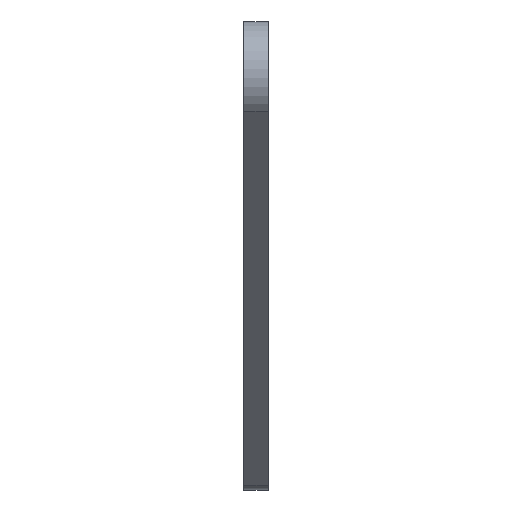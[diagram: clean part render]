
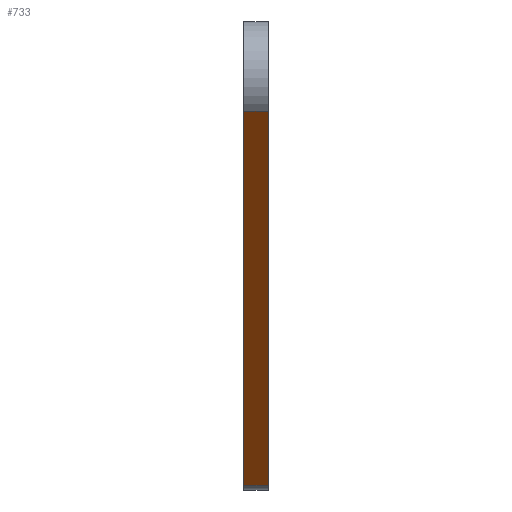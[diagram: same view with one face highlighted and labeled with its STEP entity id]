
A CAD part, left-side view. The second image highlights one B-rep face of the part: STEP entity #733.
In plain terms, the highlighted planar face has unit normal (-0.721, 0, -0.693).
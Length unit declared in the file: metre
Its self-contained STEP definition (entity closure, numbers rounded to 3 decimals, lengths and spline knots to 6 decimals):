
#75=ORIENTED_EDGE('',*,*,#287,.F.);
#76=ORIENTED_EDGE('',*,*,#288,.T.);
#77=ORIENTED_EDGE('',*,*,#289,.T.);
#78=ORIENTED_EDGE('',*,*,#290,.F.);
#287=EDGE_CURVE('',#393,#394,#467,.T.);
#288=EDGE_CURVE('',#393,#395,#468,.T.);
#289=EDGE_CURVE('',#395,#396,#469,.T.);
#290=EDGE_CURVE('',#394,#396,#470,.T.);
#393=VERTEX_POINT('',#1097);
#394=VERTEX_POINT('',#1098);
#395=VERTEX_POINT('',#1100);
#396=VERTEX_POINT('',#1102);
#467=LINE('',#1096,#531);
#468=LINE('',#1099,#532);
#469=LINE('',#1101,#533);
#470=LINE('',#1103,#534);
#531=VECTOR('',#870,1.);
#532=VECTOR('',#871,1.);
#533=VECTOR('',#872,1.);
#534=VECTOR('',#873,1.);
#595=EDGE_LOOP('',(#75,#76,#77,#78));
#655=FACE_BOUND('',#595,.T.);
#715=PLANE('',#785);
#733=ADVANCED_FACE('',(#655),#715,.F.);
#785=AXIS2_PLACEMENT_3D('',#1095,#868,#869);
#868=DIRECTION('',(0.721,0.,0.693));
#869=DIRECTION('',(0.693,0.,-0.721));
#870=DIRECTION('',(-0.693,0.,0.721));
#871=DIRECTION('',(0.,-1.,0.));
#872=DIRECTION('',(-0.693,0.,0.721));
#873=DIRECTION('',(0.,-1.,0.));
#1095=CARTESIAN_POINT('',(-0.100423,0.024,0.101827));
#1096=CARTESIAN_POINT('',(-0.100423,0.024,0.101827));
#1097=CARTESIAN_POINT('',(-0.04948,0.024,0.04878));
#1098=CARTESIAN_POINT('',(-0.16522,0.024,0.169301));
#1099=CARTESIAN_POINT('',(-0.04948,0.024,0.04878));
#1100=CARTESIAN_POINT('',(-0.04948,0.016,0.04878));
#1101=CARTESIAN_POINT('',(-0.100423,0.016,0.101827));
#1102=CARTESIAN_POINT('',(-0.16522,0.016,0.169301));
#1103=CARTESIAN_POINT('',(-0.16522,0.024,0.169301));
